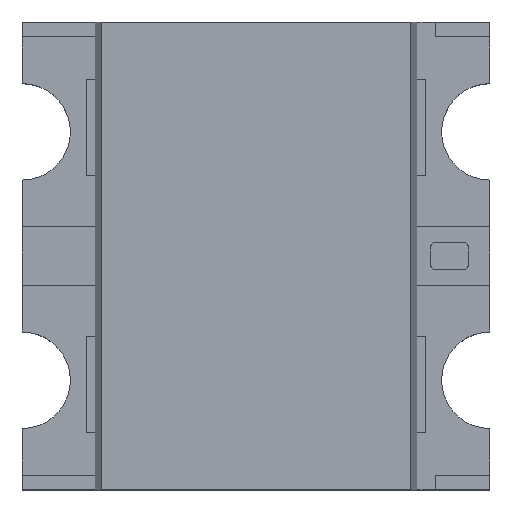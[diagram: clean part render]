
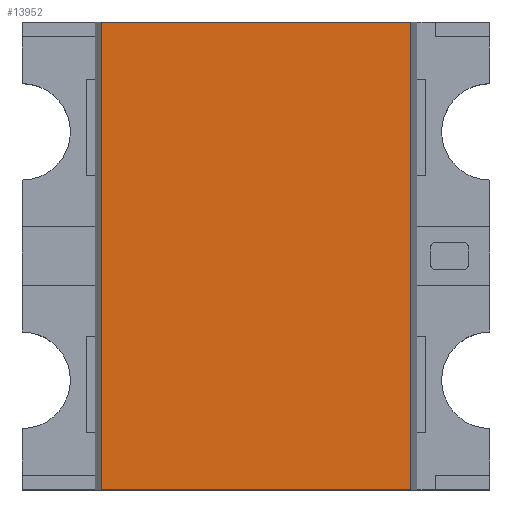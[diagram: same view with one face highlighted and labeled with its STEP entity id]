
A CAD part, top view. The second image highlights one B-rep face of the part: STEP entity #13952.
In plain terms, the highlighted planar face has unit normal (0, 0, 1).
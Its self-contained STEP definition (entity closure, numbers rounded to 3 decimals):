
#503 = VERTEX_POINT ( 'NONE', #5487 ) ;
#705 = VECTOR ( 'NONE', #2176, 1000. ) ;
#710 = CARTESIAN_POINT ( 'NONE',  ( 0., 0.25, 0.4 ) ) ;
#837 = LINE ( 'NONE', #10813, #705 ) ;
#1178 = DIRECTION ( 'NONE',  ( 0., -1., 0. ) ) ;
#1726 = EDGE_CURVE ( 'NONE', #3320, #12797, #6999, .T. ) ;
#1926 = ORIENTED_EDGE ( 'NONE', *, *, #15744, .T. ) ;
#2129 = VECTOR ( 'NONE', #1178, 1000. ) ;
#2176 = DIRECTION ( 'NONE',  ( 0., 1., 0. ) ) ;
#2232 = VERTEX_POINT ( 'NONE', #4883 ) ;
#2236 = PLANE ( 'NONE',  #9407 ) ;
#2820 = CARTESIAN_POINT ( 'NONE',  ( 0.529, 0.25, 0.4 ) ) ;
#3226 = CARTESIAN_POINT ( 'NONE',  ( -0.529, 0.25, 0.4 ) ) ;
#3320 = VERTEX_POINT ( 'NONE', #5496 ) ;
#3769 = CARTESIAN_POINT ( 'NONE',  ( -0.529, 0.25, 0.4 ) ) ;
#3782 = EDGE_CURVE ( 'NONE', #3320, #503, #12881, .T. ) ;
#4022 = CARTESIAN_POINT ( 'NONE',  ( 0., -1.35, 0.4 ) ) ;
#4390 = ORIENTED_EDGE ( 'NONE', *, *, #3782, .T. ) ;
#4680 = FACE_OUTER_BOUND ( 'NONE', #16250, .T. ) ;
#4733 = VECTOR ( 'NONE', #8111, 1000. ) ;
#4883 = CARTESIAN_POINT ( 'NONE',  ( 0.529, -1.35, 0.4 ) ) ;
#5487 = CARTESIAN_POINT ( 'NONE',  ( -0.529, -1.35, 0.4 ) ) ;
#5496 = CARTESIAN_POINT ( 'NONE',  ( -0.529, 0.25, 0.4 ) ) ;
#6999 = LINE ( 'NONE', #710, #8127 ) ;
#8111 = DIRECTION ( 'NONE',  ( 1., 0., 0. ) ) ;
#8127 = VECTOR ( 'NONE', #8491, 1000. ) ;
#8338 = DIRECTION ( 'NONE',  ( 0., 0., -1. ) ) ;
#8491 = DIRECTION ( 'NONE',  ( 1., 0., 0. ) ) ;
#9407 = AXIS2_PLACEMENT_3D ( 'NONE', #3226, #8338, #13461 ) ;
#9878 = ORIENTED_EDGE ( 'NONE', *, *, #1726, .F. ) ;
#10813 = CARTESIAN_POINT ( 'NONE',  ( 0.529, 0.25, 0.4 ) ) ;
#12797 = VERTEX_POINT ( 'NONE', #2820 ) ;
#12881 = LINE ( 'NONE', #3769, #2129 ) ;
#13461 = DIRECTION ( 'NONE',  ( -1., 0., 0. ) ) ;
#13952 = ADVANCED_FACE ( 'NONE', ( #4680 ), #2236, .F. ) ;
#14327 = ORIENTED_EDGE ( 'NONE', *, *, #15576, .T. ) ;
#15509 = LINE ( 'NONE', #4022, #4733 ) ;
#15576 = EDGE_CURVE ( 'NONE', #2232, #12797, #837, .T. ) ;
#15744 = EDGE_CURVE ( 'NONE', #503, #2232, #15509, .T. ) ;
#16250 = EDGE_LOOP ( 'NONE', ( #14327, #9878, #4390, #1926 ) ) ;
